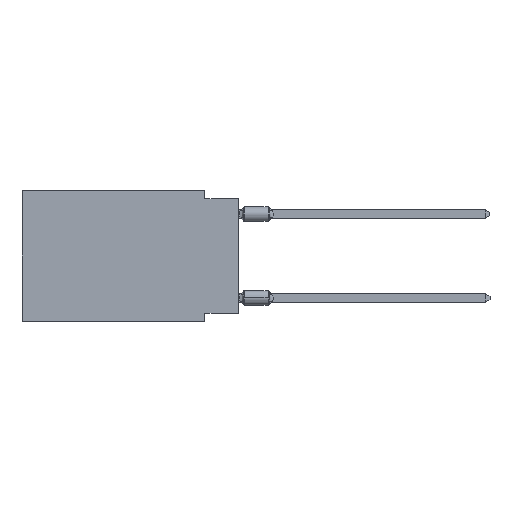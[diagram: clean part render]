
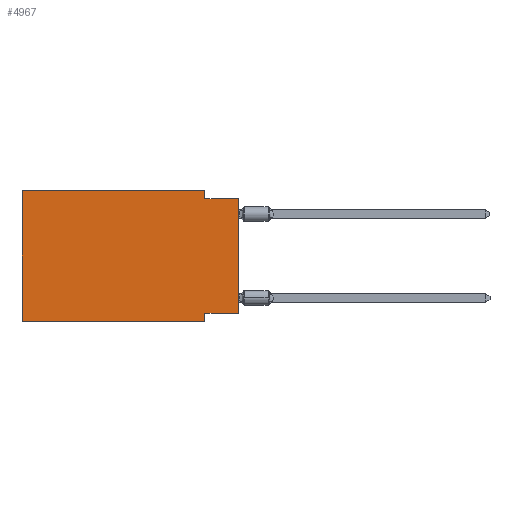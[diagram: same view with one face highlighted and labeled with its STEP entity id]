
A CAD part, left-side view. The second image highlights one B-rep face of the part: STEP entity #4967.
In plain terms, the highlighted planar face has unit normal (-1, 0, 0).
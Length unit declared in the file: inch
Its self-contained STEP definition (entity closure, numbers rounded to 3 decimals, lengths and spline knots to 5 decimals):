
#281 = CARTESIAN_POINT ( 'NONE',  ( 0., 0., -0.025 ) ) ;
#379 = DIRECTION ( 'NONE',  ( 0., 0., -1. ) ) ;
#488 = CARTESIAN_POINT ( 'NONE',  ( 0., 0.645, 0. ) ) ;
#606 = VERTEX_POINT ( 'NONE', #11885 ) ;
#765 = VERTEX_POINT ( 'NONE', #10291 ) ;
#968 = PLANE ( 'NONE',  #8129 ) ;
#1439 = DIRECTION ( 'NONE',  ( 0., -1., 0. ) ) ;
#1462 = CARTESIAN_POINT ( 'NONE',  ( 0., 0., 0. ) ) ;
#1667 = ORIENTED_EDGE ( 'NONE', *, *, #8251, .F. ) ;
#1912 = CARTESIAN_POINT ( 'NONE',  ( 0., 0.1, -0.365 ) ) ;
#1929 = ORIENTED_EDGE ( 'NONE', *, *, #3292, .F. ) ;
#2403 = ORIENTED_EDGE ( 'NONE', *, *, #6678, .F. ) ;
#2422 = DIRECTION ( 'NONE',  ( 0., 0., 1. ) ) ;
#3284 = VECTOR ( 'NONE', #8932, 39.37008 ) ;
#3292 = EDGE_CURVE ( 'NONE', #8486, #11550, #7692, .T. ) ;
#3495 = DIRECTION ( 'NONE',  ( 0., -1., 0. ) ) ;
#3507 = CARTESIAN_POINT ( 'NONE',  ( 0., 0.645, 0. ) ) ;
#3631 = VERTEX_POINT ( 'NONE', #1912 ) ;
#3956 = ORIENTED_EDGE ( 'NONE', *, *, #15218, .F. ) ;
#4067 = VECTOR ( 'NONE', #8986, 39.37008 ) ;
#4203 = CARTESIAN_POINT ( 'NONE',  ( 0., 0., -0.365 ) ) ;
#4317 = ORIENTED_EDGE ( 'NONE', *, *, #12413, .F. ) ;
#4645 = ORIENTED_EDGE ( 'NONE', *, *, #5224, .T. ) ;
#4967 = ADVANCED_FACE ( 'NONE', ( #5692 ), #968, .F. ) ;
#5224 = EDGE_CURVE ( 'NONE', #10816, #606, #15162, .T. ) ;
#5321 = CARTESIAN_POINT ( 'NONE',  ( 0., 0.1, -0.39 ) ) ;
#5476 = LINE ( 'NONE', #5321, #8839 ) ;
#5511 = VECTOR ( 'NONE', #11114, 39.37008 ) ;
#5692 = FACE_OUTER_BOUND ( 'NONE', #11056, .T. ) ;
#5872 = CARTESIAN_POINT ( 'NONE',  ( 0., 0.1, -0.025 ) ) ;
#6419 = CARTESIAN_POINT ( 'NONE',  ( 0., 0.645, 0. ) ) ;
#6429 = CARTESIAN_POINT ( 'NONE',  ( 0., 0.1, 0. ) ) ;
#6678 = EDGE_CURVE ( 'NONE', #11550, #12833, #9564, .T. ) ;
#6928 = DIRECTION ( 'NONE',  ( 0., 0., 1. ) ) ;
#7091 = EDGE_CURVE ( 'NONE', #10816, #10756, #14174, .T. ) ;
#7203 = ORIENTED_EDGE ( 'NONE', *, *, #8920, .T. ) ;
#7304 = LINE ( 'NONE', #1462, #8451 ) ;
#7603 = ORIENTED_EDGE ( 'NONE', *, *, #7091, .F. ) ;
#7692 = LINE ( 'NONE', #6429, #5511 ) ;
#8129 = AXIS2_PLACEMENT_3D ( 'NONE', #3507, #11964, #13229 ) ;
#8251 = EDGE_CURVE ( 'NONE', #10756, #8486, #12606, .T. ) ;
#8380 = CARTESIAN_POINT ( 'NONE',  ( 0., 0.1, 0. ) ) ;
#8451 = VECTOR ( 'NONE', #2422, 39.37008 ) ;
#8486 = VERTEX_POINT ( 'NONE', #8380 ) ;
#8839 = VECTOR ( 'NONE', #379, 39.37008 ) ;
#8920 = EDGE_CURVE ( 'NONE', #765, #12833, #7304, .T. ) ;
#8932 = DIRECTION ( 'NONE',  ( 0., -1., 0. ) ) ;
#8986 = DIRECTION ( 'NONE',  ( 0., 1., 0. ) ) ;
#9080 = CARTESIAN_POINT ( 'NONE',  ( 0., 0.645, -0.39 ) ) ;
#9564 = LINE ( 'NONE', #14436, #13521 ) ;
#10236 = VECTOR ( 'NONE', #6928, 39.37008 ) ;
#10291 = CARTESIAN_POINT ( 'NONE',  ( 0., 0., -0.365 ) ) ;
#10421 = LINE ( 'NONE', #4203, #4067 ) ;
#10756 = VERTEX_POINT ( 'NONE', #6419 ) ;
#10816 = VERTEX_POINT ( 'NONE', #11810 ) ;
#11056 = EDGE_LOOP ( 'NONE', ( #7203, #2403, #1929, #1667, #7603, #4645, #4317, #3956 ) ) ;
#11114 = DIRECTION ( 'NONE',  ( 0., 0., -1. ) ) ;
#11550 = VERTEX_POINT ( 'NONE', #5872 ) ;
#11810 = CARTESIAN_POINT ( 'NONE',  ( 0., 0.645, -0.39 ) ) ;
#11885 = CARTESIAN_POINT ( 'NONE',  ( 0., 0.1, -0.39 ) ) ;
#11964 = DIRECTION ( 'NONE',  ( 1., 0., 0. ) ) ;
#12413 = EDGE_CURVE ( 'NONE', #3631, #606, #5476, .T. ) ;
#12606 = LINE ( 'NONE', #488, #13754 ) ;
#12833 = VERTEX_POINT ( 'NONE', #281 ) ;
#12968 = CARTESIAN_POINT ( 'NONE',  ( 0., 0.645, 0. ) ) ;
#13229 = DIRECTION ( 'NONE',  ( 0., 0., -1. ) ) ;
#13521 = VECTOR ( 'NONE', #3495, 39.37008 ) ;
#13754 = VECTOR ( 'NONE', #1439, 39.37008 ) ;
#14174 = LINE ( 'NONE', #12968, #10236 ) ;
#14436 = CARTESIAN_POINT ( 'NONE',  ( 0., 0., -0.025 ) ) ;
#15162 = LINE ( 'NONE', #9080, #3284 ) ;
#15218 = EDGE_CURVE ( 'NONE', #765, #3631, #10421, .T. ) ;
